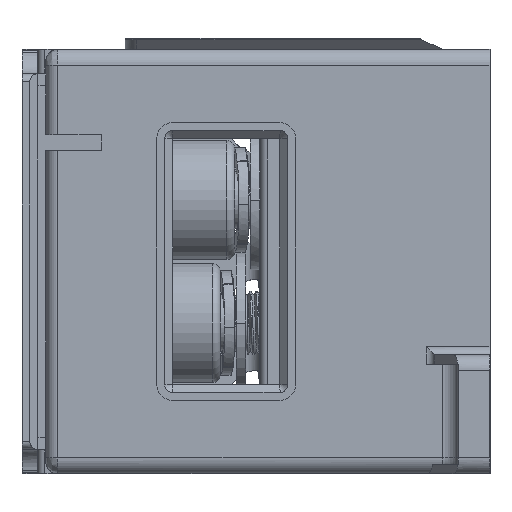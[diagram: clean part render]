
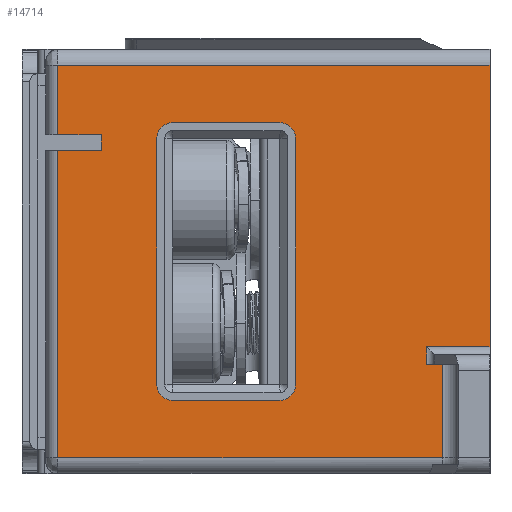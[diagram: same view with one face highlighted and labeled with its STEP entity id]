
A CAD part, left-side view. The second image highlights one B-rep face of the part: STEP entity #14714.
In plain terms, the highlighted planar face has unit normal (-1, 0, 0).
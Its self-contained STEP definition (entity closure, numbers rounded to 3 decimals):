
#28=DIRECTION('',(0.,0.,1.));
#29=VECTOR('',#28,35.5);
#30=CARTESIAN_POINT('',(-35.25,-27.,-10.75));
#31=LINE('',#30,#29);
#1582=CARTESIAN_POINT('',(-35.25,13.,-15.5));
#1583=DIRECTION('',(-1.,0.,0.));
#1584=DIRECTION('',(0.,1.,0.));
#1585=AXIS2_PLACEMENT_3D('',#1582,#1583,#1584);
#1587=CARTESIAN_POINT('',(-35.25,-0.5,-15.5));
#1588=DIRECTION('',(-1.,0.,0.));
#1589=DIRECTION('',(0.,0.,-1.));
#1590=AXIS2_PLACEMENT_3D('',#1587,#1588,#1589);
#1592=CARTESIAN_POINT('',(-35.25,-0.5,15.5));
#1593=DIRECTION('',(-1.,0.,0.));
#1594=DIRECTION('',(0.,-1.,0.));
#1595=AXIS2_PLACEMENT_3D('',#1592,#1593,#1594);
#1597=DIRECTION('',(0.,1.,0.));
#1598=VECTOR('',#1597,13.5);
#1599=CARTESIAN_POINT('',(-35.25,-0.5,17.5));
#1600=LINE('',#1599,#1598);
#1601=CARTESIAN_POINT('',(-35.25,13.,15.5));
#1602=DIRECTION('',(-1.,0.,0.));
#1603=DIRECTION('',(0.,0.,1.));
#1604=AXIS2_PLACEMENT_3D('',#1601,#1602,#1603);
#1606=DIRECTION('',(0.,1.,0.));
#1607=VECTOR('',#1606,5.5);
#1608=CARTESIAN_POINT('',(-35.25,22.,14.));
#1609=LINE('',#1608,#1607);
#1623=DIRECTION('',(0.,0.,-1.));
#1624=VECTOR('',#1623,38.75);
#1625=CARTESIAN_POINT('',(-35.25,27.5,14.));
#1626=LINE('',#1625,#1624);
#1708=DIRECTION('',(0.,-1.,0.));
#1709=VECTOR('',#1708,48.5);
#1710=CARTESIAN_POINT('',(-35.25,27.5,-24.75));
#1711=LINE('',#1710,#1709);
#8675=DIRECTION('',(0.,0.,-1.));
#8676=VECTOR('',#8675,2.);
#8677=CARTESIAN_POINT('',(-35.25,22.,16.));
#8678=LINE('',#8677,#8676);
#8691=DIRECTION('',(0.,-1.,0.));
#8692=VECTOR('',#8691,5.5);
#8693=CARTESIAN_POINT('',(-35.25,27.5,16.));
#8694=LINE('',#8693,#8692);
#8838=DIRECTION('',(0.,0.,-1.));
#8839=VECTOR('',#8838,8.75);
#8840=CARTESIAN_POINT('',(-35.25,27.5,24.75));
#8841=LINE('',#8840,#8839);
#8860=DIRECTION('',(0.,1.,0.));
#8861=VECTOR('',#8860,54.5);
#8862=CARTESIAN_POINT('',(-35.25,-27.,24.75));
#8863=LINE('',#8862,#8861);
#9736=DIRECTION('',(0.,-1.,0.));
#9737=VECTOR('',#9736,7.983);
#9738=CARTESIAN_POINT('',(-35.25,-19.017,-10.75));
#9739=LINE('',#9738,#9737);
#9754=DIRECTION('',(0.,0.,1.));
#9755=VECTOR('',#9754,2.2);
#9756=CARTESIAN_POINT('',(-35.25,-19.017,-12.95));
#9757=LINE('',#9756,#9755);
#9758=DIRECTION('',(0.,1.,0.));
#9759=VECTOR('',#9758,1.983);
#9760=CARTESIAN_POINT('',(-35.25,-21.,-12.95));
#9761=LINE('',#9760,#9759);
#9793=DIRECTION('',(0.,0.,1.));
#9794=VECTOR('',#9793,11.8);
#9795=CARTESIAN_POINT('',(-35.25,-21.,-24.75));
#9796=LINE('',#9795,#9794);
#9805=DIRECTION('',(0.,0.,1.));
#9806=VECTOR('',#9805,31.);
#9807=CARTESIAN_POINT('',(-35.25,15.,-15.5));
#9808=LINE('',#9807,#9806);
#9821=DIRECTION('',(0.,1.,0.));
#9822=VECTOR('',#9821,13.5);
#9823=CARTESIAN_POINT('',(-35.25,-0.5,-17.5));
#9824=LINE('',#9823,#9822);
#9837=DIRECTION('',(0.,0.,-1.));
#9838=VECTOR('',#9837,31.);
#9839=CARTESIAN_POINT('',(-35.25,-2.5,15.5));
#9840=LINE('',#9839,#9838);
#10754=CARTESIAN_POINT('',(-35.25,13.,17.5));
#10755=CARTESIAN_POINT('',(-35.25,15.,15.5));
#10756=VERTEX_POINT('',#10754);
#10757=VERTEX_POINT('',#10755);
#10758=CARTESIAN_POINT('',(-35.25,-0.5,17.5));
#10759=VERTEX_POINT('',#10758);
#10760=CARTESIAN_POINT('',(-35.25,15.,-15.5));
#10761=VERTEX_POINT('',#10760);
#10762=CARTESIAN_POINT('',(-35.25,-0.5,-17.5));
#10763=CARTESIAN_POINT('',(-35.25,13.,-17.5));
#10764=VERTEX_POINT('',#10762);
#10765=VERTEX_POINT('',#10763);
#10766=CARTESIAN_POINT('',(-35.25,-2.5,15.5));
#10767=CARTESIAN_POINT('',(-35.25,-2.5,-15.5));
#10768=VERTEX_POINT('',#10766);
#10769=VERTEX_POINT('',#10767);
#10770=CARTESIAN_POINT('',(-35.25,22.,14.));
#10771=CARTESIAN_POINT('',(-35.25,27.5,14.));
#10772=VERTEX_POINT('',#10770);
#10773=VERTEX_POINT('',#10771);
#10774=CARTESIAN_POINT('',(-35.25,22.,16.));
#10775=VERTEX_POINT('',#10774);
#10776=CARTESIAN_POINT('',(-35.25,27.5,16.));
#10777=VERTEX_POINT('',#10776);
#10778=CARTESIAN_POINT('',(-35.25,27.5,24.75));
#10779=VERTEX_POINT('',#10778);
#10780=CARTESIAN_POINT('',(-35.25,-27.,24.75));
#10781=VERTEX_POINT('',#10780);
#10782=CARTESIAN_POINT('',(-35.25,-27.,-10.75));
#10783=VERTEX_POINT('',#10782);
#10784=CARTESIAN_POINT('',(-35.25,-19.017,-12.95));
#10785=CARTESIAN_POINT('',(-35.25,-19.017,-10.75));
#10786=VERTEX_POINT('',#10784);
#10787=VERTEX_POINT('',#10785);
#10788=CARTESIAN_POINT('',(-35.25,-21.,-24.75));
#10789=CARTESIAN_POINT('',(-35.25,-21.,-12.95));
#10790=VERTEX_POINT('',#10788);
#10791=VERTEX_POINT('',#10789);
#10792=CARTESIAN_POINT('',(-35.25,27.5,-24.75));
#10793=VERTEX_POINT('',#10792);
#14668=CARTESIAN_POINT('',(-35.25,0.25,0.));
#14669=DIRECTION('',(1.,0.,0.));
#14670=DIRECTION('',(0.,1.,0.));
#14671=AXIS2_PLACEMENT_3D('',#14668,#14669,#14670);
#14672=PLANE('',#14671);
#14674=ORIENTED_EDGE('',*,*,#14673,.F.);
#14676=ORIENTED_EDGE('',*,*,#14675,.F.);
#14678=ORIENTED_EDGE('',*,*,#14677,.F.);
#14680=ORIENTED_EDGE('',*,*,#14679,.F.);
#14682=ORIENTED_EDGE('',*,*,#14681,.F.);
#14683=ORIENTED_EDGE('',*,*,#12561,.F.);
#14685=ORIENTED_EDGE('',*,*,#14684,.F.);
#14687=ORIENTED_EDGE('',*,*,#14686,.F.);
#14689=ORIENTED_EDGE('',*,*,#14688,.F.);
#14691=ORIENTED_EDGE('',*,*,#14690,.F.);
#14693=ORIENTED_EDGE('',*,*,#14692,.F.);
#14695=ORIENTED_EDGE('',*,*,#14694,.F.);
#14696=EDGE_LOOP('',(#14674,#14676,#14678,#14680,#14682,#14683,#14685,#14687,
#14689,#14691,#14693,#14695));
#14697=FACE_OUTER_BOUND('',#14696,.F.);
#14699=ORIENTED_EDGE('',*,*,#14698,.F.);
#14701=ORIENTED_EDGE('',*,*,#14700,.T.);
#14703=ORIENTED_EDGE('',*,*,#14702,.F.);
#14705=ORIENTED_EDGE('',*,*,#14704,.T.);
#14707=ORIENTED_EDGE('',*,*,#14706,.F.);
#14709=ORIENTED_EDGE('',*,*,#14708,.T.);
#14710=ORIENTED_EDGE('',*,*,#14660,.T.);
#14711=ORIENTED_EDGE('',*,*,#14649,.T.);
#14712=EDGE_LOOP('',(#14699,#14701,#14703,#14705,#14707,#14709,#14710,#14711));
#14713=FACE_BOUND('',#14712,.F.);
#1586=CIRCLE('',#1585,2.);
#1591=CIRCLE('',#1590,2.);
#1596=CIRCLE('',#1595,2.);
#1605=CIRCLE('',#1604,2.);
#12561=EDGE_CURVE('',#10783,#10781,#31,.T.);
#14649=EDGE_CURVE('',#10756,#10757,#1605,.T.);
#14660=EDGE_CURVE('',#10759,#10756,#1600,.T.);
#14673=EDGE_CURVE('',#10772,#10773,#1609,.T.);
#14675=EDGE_CURVE('',#10775,#10772,#8678,.T.);
#14677=EDGE_CURVE('',#10777,#10775,#8694,.T.);
#14679=EDGE_CURVE('',#10779,#10777,#8841,.T.);
#14681=EDGE_CURVE('',#10781,#10779,#8863,.T.);
#14684=EDGE_CURVE('',#10787,#10783,#9739,.T.);
#14686=EDGE_CURVE('',#10786,#10787,#9757,.T.);
#14688=EDGE_CURVE('',#10791,#10786,#9761,.T.);
#14690=EDGE_CURVE('',#10790,#10791,#9796,.T.);
#14692=EDGE_CURVE('',#10793,#10790,#1711,.T.);
#14694=EDGE_CURVE('',#10773,#10793,#1626,.T.);
#14698=EDGE_CURVE('',#10761,#10757,#9808,.T.);
#14700=EDGE_CURVE('',#10761,#10765,#1586,.T.);
#14702=EDGE_CURVE('',#10764,#10765,#9824,.T.);
#14704=EDGE_CURVE('',#10764,#10769,#1591,.T.);
#14706=EDGE_CURVE('',#10768,#10769,#9840,.T.);
#14708=EDGE_CURVE('',#10768,#10759,#1596,.T.);
#14714=ADVANCED_FACE('',(#14697,#14713),#14672,.F.);
